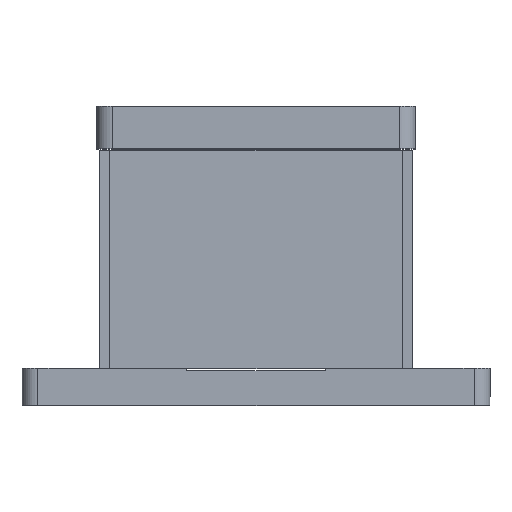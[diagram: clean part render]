
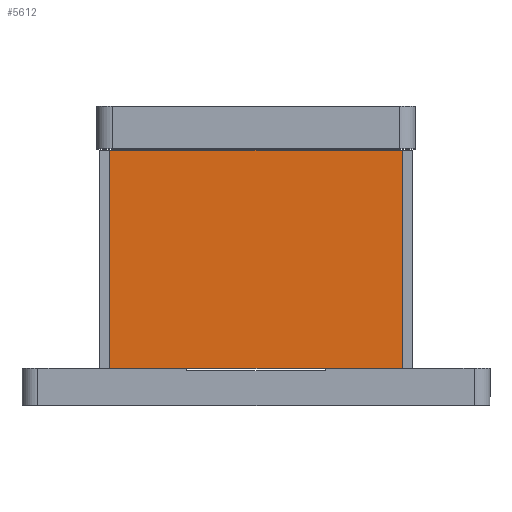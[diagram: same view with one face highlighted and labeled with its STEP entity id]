
A CAD part, top view. The second image highlights one B-rep face of the part: STEP entity #5612.
In plain terms, the highlighted planar face has unit normal (0, 0, 1).
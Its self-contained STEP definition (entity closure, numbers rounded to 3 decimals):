
#515 = VERTEX_POINT ( 'NONE', #8473 ) ;
#582 = EDGE_CURVE ( 'NONE', #11506, #13102, #1263, .T. ) ;
#1263 = LINE ( 'NONE', #7023, #2148 ) ;
#1449 = VECTOR ( 'NONE', #18228, 1000. ) ;
#1753 = CARTESIAN_POINT ( 'NONE',  ( 27.5, 7., 33.5 ) ) ;
#1783 = EDGE_CURVE ( 'NONE', #3168, #11506, #9829, .T. ) ;
#1969 = DIRECTION ( 'NONE',  ( 0., -1., 0. ) ) ;
#2148 = VECTOR ( 'NONE', #2719, 1000. ) ;
#2338 = ORIENTED_EDGE ( 'NONE', *, *, #10325, .T. ) ;
#2356 = PLANE ( 'NONE',  #2741 ) ;
#2691 = ORIENTED_EDGE ( 'NONE', *, *, #2848, .T. ) ;
#2719 = DIRECTION ( 'NONE',  ( -1., 0., 0. ) ) ;
#2741 = AXIS2_PLACEMENT_3D ( 'NONE', #14241, #5088, #1969 ) ;
#2848 = EDGE_CURVE ( 'NONE', #515, #3168, #18143, .T. ) ;
#3168 = VERTEX_POINT ( 'NONE', #1753 ) ;
#4462 = ORIENTED_EDGE ( 'NONE', *, *, #582, .T. ) ;
#5088 = DIRECTION ( 'NONE',  ( 0., 0., 1. ) ) ;
#5612 = ADVANCED_FACE ( 'NONE', ( #15713 ), #2356, .T. ) ;
#5789 = VECTOR ( 'NONE', #14598, 1000. ) ;
#6384 = ORIENTED_EDGE ( 'NONE', *, *, #1783, .T. ) ;
#7023 = CARTESIAN_POINT ( 'NONE',  ( -27.5, 48., 33.5 ) ) ;
#8473 = CARTESIAN_POINT ( 'NONE',  ( -27.5, 7., 33.5 ) ) ;
#9829 = LINE ( 'NONE', #12943, #5789 ) ;
#10018 = DIRECTION ( 'NONE',  ( 0., -1., 0. ) ) ;
#10325 = EDGE_CURVE ( 'NONE', #13102, #515, #12738, .T. ) ;
#11259 = CARTESIAN_POINT ( 'NONE',  ( -27.5, 48., 33.5 ) ) ;
#11506 = VERTEX_POINT ( 'NONE', #19275 ) ;
#12302 = CARTESIAN_POINT ( 'NONE',  ( -27.5, 7., 33.5 ) ) ;
#12738 = LINE ( 'NONE', #14197, #15258 ) ;
#12943 = CARTESIAN_POINT ( 'NONE',  ( 27.5, 48., 33.5 ) ) ;
#13102 = VERTEX_POINT ( 'NONE', #11259 ) ;
#14197 = CARTESIAN_POINT ( 'NONE',  ( -27.5, 48., 33.5 ) ) ;
#14241 = CARTESIAN_POINT ( 'NONE',  ( -27.5, 7., 33.5 ) ) ;
#14598 = DIRECTION ( 'NONE',  ( 0., 1., 0. ) ) ;
#15258 = VECTOR ( 'NONE', #10018, 1000. ) ;
#15713 = FACE_OUTER_BOUND ( 'NONE', #19292, .T. ) ;
#18143 = LINE ( 'NONE', #12302, #1449 ) ;
#18228 = DIRECTION ( 'NONE',  ( 1., 0., 0. ) ) ;
#19275 = CARTESIAN_POINT ( 'NONE',  ( 27.5, 48., 33.5 ) ) ;
#19292 = EDGE_LOOP ( 'NONE', ( #2338, #2691, #6384, #4462 ) ) ;
